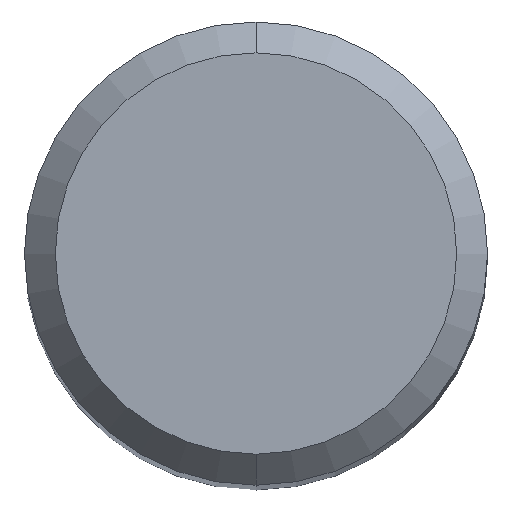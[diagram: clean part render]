
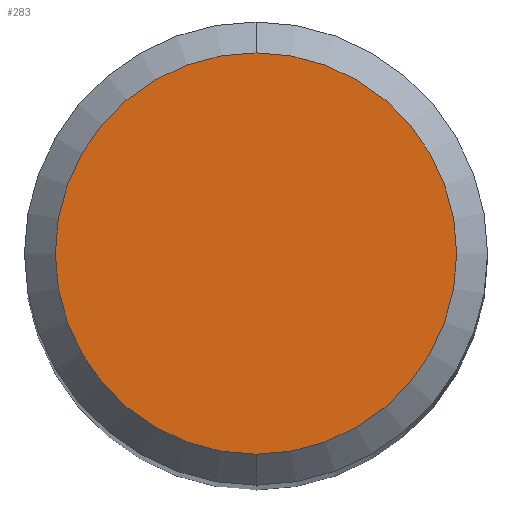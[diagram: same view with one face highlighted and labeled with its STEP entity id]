
A CAD part, top view. The second image highlights one B-rep face of the part: STEP entity #283.
In plain terms, the highlighted planar face has unit normal (0, 0, 1).
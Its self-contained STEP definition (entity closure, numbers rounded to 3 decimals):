
#177=EDGE_CURVE('',#237,#193,#400,.T.);
#193=VERTEX_POINT('',#418);
#237=VERTEX_POINT('',#468);
#283=ADVANCED_FACE('',(#521),#522,.T.);
#323=EDGE_CURVE('',#193,#237,#568,.T.);
#400=CIRCLE('',#658,2.6);
#418=CARTESIAN_POINT('',(0.,-2.6,0.0));
#468=CARTESIAN_POINT('',(0.0,2.6,0.0));
#521=FACE_OUTER_BOUND('',#804,.T.);
#522=PLANE('',#805);
#568=CIRCLE('',#864,2.6);
#658=AXIS2_PLACEMENT_3D('',#934,#935,#936);
#804=EDGE_LOOP('',(#1081,#1082));
#805=AXIS2_PLACEMENT_3D('',#1083,#1084,#1085);
#864=AXIS2_PLACEMENT_3D('',#1155,#1156,#1157);
#934=CARTESIAN_POINT('',(0.0,0.0,0.0));
#935=DIRECTION('',(0.0,0.0,-1.0));
#936=DIRECTION('',(0.0,1.0,0.0));
#1081=ORIENTED_EDGE('',*,*,#177,.F.);
#1082=ORIENTED_EDGE('',*,*,#323,.F.);
#1083=CARTESIAN_POINT('',(0.0,1.3,0.0));
#1084=DIRECTION('',(-0.0,0.0,1.0));
#1085=DIRECTION('',(0.0,-1.0,0.0));
#1155=CARTESIAN_POINT('',(0.0,0.0,0.0));
#1156=DIRECTION('',(0.0,0.0,-1.0));
#1157=DIRECTION('',(0.0,1.0,0.0));
